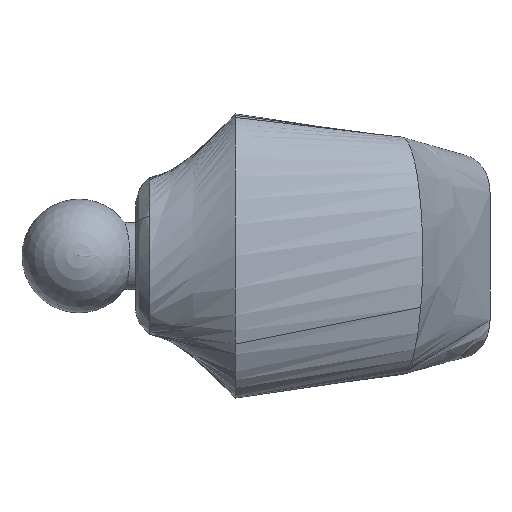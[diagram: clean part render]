
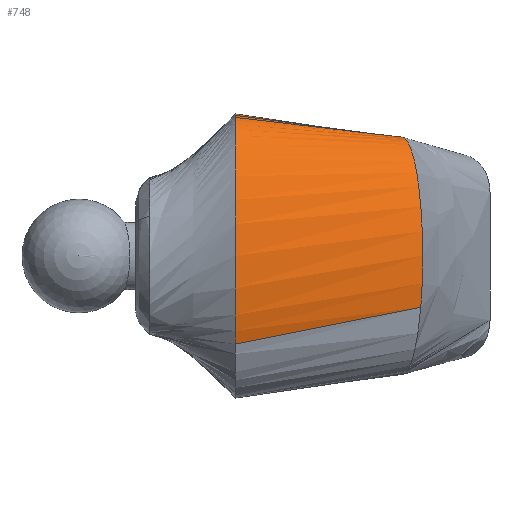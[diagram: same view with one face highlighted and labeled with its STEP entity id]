
A CAD part, top view. The second image highlights one B-rep face of the part: STEP entity #748.
In plain terms, the highlighted free-form (B-spline) face has degree [3, 1] with [7, 2] control points.
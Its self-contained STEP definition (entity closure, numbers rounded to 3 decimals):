
#9 = CARTESIAN_POINT ( 'NONE',  ( 111.956, 40.613, -20.955 ) ) ;
#23 = CARTESIAN_POINT ( 'NONE',  ( 109.82, 37.581, -26.52 ) ) ;
#29 = CARTESIAN_POINT ( 'NONE',  ( 107.176, 18.198, -33.409 ) ) ;
#33 = CARTESIAN_POINT ( 'NONE',  ( 108.119, 29.603, -30.952 ) ) ;
#43 =( BOUNDED_SURFACE ( )  B_SPLINE_SURFACE ( 3, 1, ( 
 ( #521, #536 ),
 ( #514, #506 ),
 ( #499, #488 ),
 ( #481, #431 ),
 ( #422, #411 ),
 ( #406, #398 ),
 ( #392, #385 ) ),
 .UNSPECIFIED., .T., .F., .F. ) 
 B_SPLINE_SURFACE_WITH_KNOTS ( ( 4, 3, 4 ),
 ( 2, 2 ),
 ( 0., 0.5, 1. ),
 ( 0., 1. ),
 .UNSPECIFIED. ) 
 GEOMETRIC_REPRESENTATION_ITEM ( )  RATIONAL_B_SPLINE_SURFACE ( (
 ( 1., 1.),
 ( 0.333, 0.333),
 ( 0.333, 0.333),
 ( 1., 1.),
 ( 0.333, 0.333),
 ( 0.333, 0.333),
 ( 1., 1.) ) ) 
 REPRESENTATION_ITEM ( '' )  SURFACE ( )  );
#98 = VERTEX_POINT ( 'NONE', #650 ) ;
#125 = CARTESIAN_POINT ( 'NONE',  ( 55., -31.041, 19.599 ) ) ;
#127 = CARTESIAN_POINT ( 'NONE',  ( 107.176, 18.198, -33.409 ) ) ;
#132 = CARTESIAN_POINT ( 'NONE',  ( 55., 40.609, 47.969 ) ) ;
#139 = CARTESIAN_POINT ( 'NONE',  ( 55., 100.619, 13.501 ) ) ;
#151 = CARTESIAN_POINT ( 'NONE',  ( 55., 34.547, -18.073 ) ) ;
#159 = CARTESIAN_POINT ( 'NONE',  ( 120.312, -18.026, 0.812 ) ) ;
#230 = CARTESIAN_POINT ( 'NONE',  ( 55., -31.041, 19.599 ) ) ;
#240 = CARTESIAN_POINT ( 'NONE',  ( 55., 34.547, -18.073 ) ) ;
#242 = VERTEX_POINT ( 'NONE', #245 ) ;
#243 = CARTESIAN_POINT ( 'NONE',  ( 120.312, -18.026, 0.812 ) ) ;
#245 = CARTESIAN_POINT ( 'NONE',  ( 55., 34.547, -18.073 ) ) ;
#249 = CARTESIAN_POINT ( 'NONE',  ( 55., 31.041, -19.599 ) ) ;
#261 = CARTESIAN_POINT ( 'NONE',  ( 55., -31.041, 19.599 ) ) ;
#268 =( BOUNDED_CURVE ( )  B_SPLINE_CURVE ( 3, ( #834, #1523, #960, #240 ),
 .UNSPECIFIED., .F., .T. ) 
 B_SPLINE_CURVE_WITH_KNOTS ( ( 4, 4 ),
 ( 5.382, 5.475 ),
 .UNSPECIFIED. ) 
 CURVE ( )  GEOMETRIC_REPRESENTATION_ITEM ( )  RATIONAL_B_SPLINE_CURVE ( ( 1., 0.999, 0.999, 1. ) ) 
 REPRESENTATION_ITEM ( '' )  );
#279 = ORIENTED_EDGE ( 'NONE', *, *, #388, .T. ) ;
#324 = B_SPLINE_CURVE_WITH_KNOTS ( 'NONE', 1,
 ( #611, #557 ),
 .UNSPECIFIED., .F., .F.,
 ( 2, 2 ),
 ( 0., 1. ),
 .UNSPECIFIED. ) ;
#339 = ORIENTED_EDGE ( 'NONE', *, *, #703, .F. ) ;
#355 = VERTEX_POINT ( 'NONE', #249 ) ;
#364 = VERTEX_POINT ( 'NONE', #243 ) ;
#385 = CARTESIAN_POINT ( 'NONE',  ( 107.176, 18.198, -33.409 ) ) ;
#388 = EDGE_CURVE ( 'NONE', #242, #882, #1158, .T. ) ;
#392 = CARTESIAN_POINT ( 'NONE',  ( 55., 31.041, -19.599 ) ) ;
#398 = CARTESIAN_POINT ( 'NONE',  ( 100.957, -57.017, -49.609 ) ) ;
#406 = CARTESIAN_POINT ( 'NONE',  ( 55., -47.354, -50.64 ) ) ;
#411 = CARTESIAN_POINT ( 'NONE',  ( 114.093, -93.242, -15.388 ) ) ;
#422 = CARTESIAN_POINT ( 'NONE',  ( 55., -109.436, -11.442 ) ) ;
#423 = EDGE_CURVE ( 'NONE', #882, #364, #881, .T. ) ;
#431 = CARTESIAN_POINT ( 'NONE',  ( 120.312, -18.026, 0.812 ) ) ;
#481 = CARTESIAN_POINT ( 'NONE',  ( 55., -31.041, 19.599 ) ) ;
#488 = CARTESIAN_POINT ( 'NONE',  ( 126.531, 57.189, 17.013 ) ) ;
#495 = EDGE_CURVE ( 'NONE', #945, #98, #615, .T. ) ;
#499 = CARTESIAN_POINT ( 'NONE',  ( 55., 47.354, 50.64 ) ) ;
#506 = CARTESIAN_POINT ( 'NONE',  ( 113.394, 93.414, -17.208 ) ) ;
#514 = CARTESIAN_POINT ( 'NONE',  ( 55., 109.436, 11.442 ) ) ;
#521 = CARTESIAN_POINT ( 'NONE',  ( 55., 31.041, -19.599 ) ) ;
#536 = CARTESIAN_POINT ( 'NONE',  ( 107.176, 18.198, -33.409 ) ) ;
#557 = CARTESIAN_POINT ( 'NONE',  ( 107.176, 18.198, -33.409 ) ) ;
#611 = CARTESIAN_POINT ( 'NONE',  ( 55., 31.041, -19.599 ) ) ;
#612 = CARTESIAN_POINT ( 'NONE',  ( 120.312, -18.026, 0.812 ) ) ;
#615 =( BOUNDED_CURVE ( )  B_SPLINE_CURVE ( 3, ( #29, #33, #23, #9 ),
 .UNSPECIFIED., .F., .T. ) 
 B_SPLINE_CURVE_WITH_KNOTS ( ( 4, 4 ),
 ( 5.163, 6.043 ),
 .UNSPECIFIED. ) 
 CURVE ( )  GEOMETRIC_REPRESENTATION_ITEM ( )  RATIONAL_B_SPLINE_CURVE ( ( 1., 0.936, 0.936, 1. ) ) 
 REPRESENTATION_ITEM ( '' )  );
#628 = EDGE_LOOP ( 'NONE', ( #279, #889, #743, #823, #339, #1300 ) ) ;
#650 = CARTESIAN_POINT ( 'NONE',  ( 111.956, 40.613, -20.955 ) ) ;
#654 = CARTESIAN_POINT ( 'NONE',  ( 123.35, 18.719, 8.727 ) ) ;
#703 = EDGE_CURVE ( 'NONE', #355, #945, #324, .T. ) ;
#725 = CARTESIAN_POINT ( 'NONE',  ( 111.956, 40.613, -20.955 ) ) ;
#727 = CARTESIAN_POINT ( 'NONE',  ( 118.838, 50.382, -3.027 ) ) ;
#743 = ORIENTED_EDGE ( 'NONE', *, *, #1214, .F. ) ;
#748 = ADVANCED_FACE ( 'NONE', ( #1327 ), #43, .T. ) ;
#823 = ORIENTED_EDGE ( 'NONE', *, *, #495, .F. ) ;
#834 = CARTESIAN_POINT ( 'NONE',  ( 55., 31.041, -19.599 ) ) ;
#881 = B_SPLINE_CURVE_WITH_KNOTS ( 'NONE', 1,
 ( #230, #159 ),
 .UNSPECIFIED., .F., .F.,
 ( 2, 2 ),
 ( 0., 1. ),
 .UNSPECIFIED. ) ;
#882 = VERTEX_POINT ( 'NONE', #261 ) ;
#889 = ORIENTED_EDGE ( 'NONE', *, *, #423, .T. ) ;
#945 = VERTEX_POINT ( 'NONE', #127 ) ;
#960 = CARTESIAN_POINT ( 'NONE',  ( 55., 33.426, -18.609 ) ) ;
#1108 =( BOUNDED_CURVE ( )  B_SPLINE_CURVE ( 3, ( #725, #727, #654, #612 ),
 .UNSPECIFIED., .F., .T. ) 
 B_SPLINE_CURVE_WITH_KNOTS ( ( 4, 4 ),
 ( 6.043, 8.305 ),
 .UNSPECIFIED. ) 
 CURVE ( )  GEOMETRIC_REPRESENTATION_ITEM ( )  RATIONAL_B_SPLINE_CURVE ( ( 1., 0.617, 0.617, 1. ) ) 
 REPRESENTATION_ITEM ( '' )  );
#1158 =( BOUNDED_CURVE ( )  B_SPLINE_CURVE ( 3, ( #151, #139, #132, #125 ),
 .UNSPECIFIED., .F., .F. ) 
 B_SPLINE_CURVE_WITH_KNOTS ( ( 4, 4 ),
 ( 5.475, 8.524 ),
 .UNSPECIFIED. ) 
 CURVE ( )  GEOMETRIC_REPRESENTATION_ITEM ( )  RATIONAL_B_SPLINE_CURVE ( ( 1., 0.364, 0.364, 1. ) ) 
 REPRESENTATION_ITEM ( '' )  );
#1214 = EDGE_CURVE ( 'NONE', #98, #364, #1108, .T. ) ;
#1300 = ORIENTED_EDGE ( 'NONE', *, *, #1378, .T. ) ;
#1327 = FACE_OUTER_BOUND ( 'NONE', #628, .T. ) ;
#1378 = EDGE_CURVE ( 'NONE', #355, #242, #268, .T. ) ;
#1523 = CARTESIAN_POINT ( 'NONE',  ( 55., 32.256, -19.118 ) ) ;
